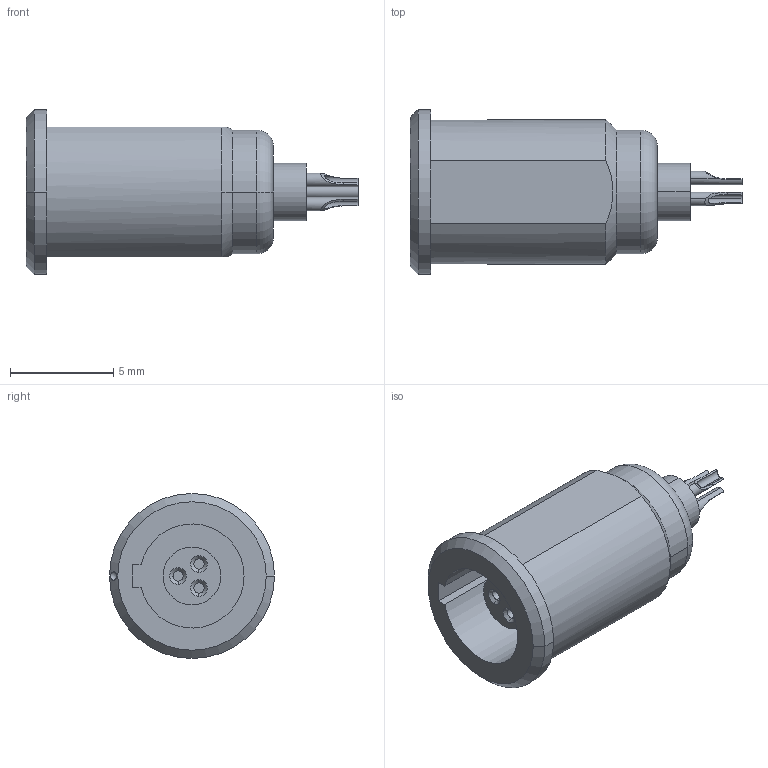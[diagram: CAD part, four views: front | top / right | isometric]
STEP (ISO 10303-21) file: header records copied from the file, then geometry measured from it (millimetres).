
FILE_DESCRIPTION((''),'2;1');
FILE_NAME('G1CL0C-P03L','2013-02-06T',('RTrager'),(''),'PRO/ENGINEER BY PARAMETRIC TECHNOLOGY CORPORATION, 2010330','PRO/ENGINEER BY PARAMETRIC TECHNOLOGY CORPORATION, 2010330','');
FILE_SCHEMA(('CONFIG_CONTROL_DESIGN'));
Length unit declared in the file: millimetre
Products named in the file (1): G1CL0C-P03L
Bounding box: 16.1 x 8 x 8 mm (x, y, z)
Volume: 311.7 mm3; surface area: 594.4 mm2
Topology: 1 solids, 1 shells, 80 faces, 191 edges, 122 vertices
Faces by surface type: cylinder 35, plane 24, cone 10, torus 5, bspline 5, sphere 1
Entity records: 2870 total; most frequent: CARTESIAN_POINT 960, DIRECTION 403, ORIENTED_EDGE 378, EDGE_CURVE 189, AXIS2_PLACEMENT_3D 162, VERTEX_POINT 122, EDGE_LOOP 91, CIRCLE 87
